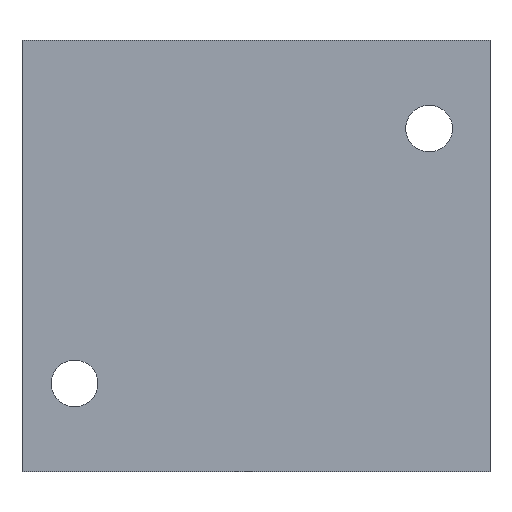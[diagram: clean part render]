
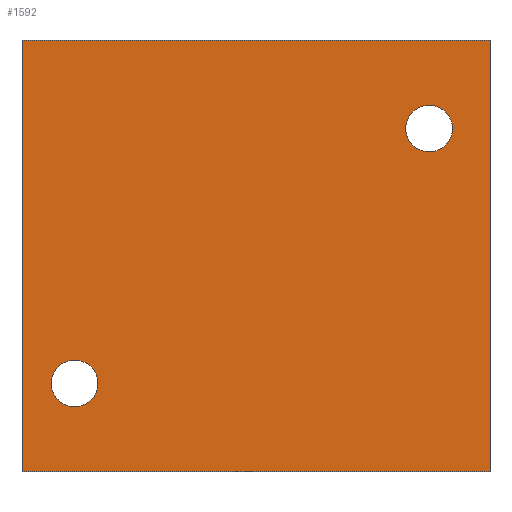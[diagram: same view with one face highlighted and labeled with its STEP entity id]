
A CAD part, front view. The second image highlights one B-rep face of the part: STEP entity #1592.
In plain terms, the highlighted planar face has unit normal (0, -1, 0).
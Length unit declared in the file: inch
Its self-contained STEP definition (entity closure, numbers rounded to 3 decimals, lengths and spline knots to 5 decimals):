
#28 = DIRECTION ( 'NONE',  ( 0., 1., 0. ) ) ;
#30 = VERTEX_POINT ( 'NONE', #1996 ) ;
#67 = LINE ( 'NONE', #2358, #547 ) ;
#196 = CIRCLE ( 'NONE', #488, 0.083 ) ;
#269 = VECTOR ( 'NONE', #2224, 39.37008 ) ;
#298 = AXIS2_PLACEMENT_3D ( 'NONE', #3415, #852, #1384 ) ;
#318 = CARTESIAN_POINT ( 'NONE',  ( 0.62992, -0.70866, 0.36976 ) ) ;
#488 = AXIS2_PLACEMENT_3D ( 'NONE', #2033, #2917, #3485 ) ;
#547 = VECTOR ( 'NONE', #895, 39.37008 ) ;
#591 = VERTEX_POINT ( 'NONE', #1568 ) ;
#757 = VERTEX_POINT ( 'NONE', #2538 ) ;
#782 = DIRECTION ( 'NONE',  ( 0., 1., 0. ) ) ;
#788 = PLANE ( 'NONE',  #1620 ) ;
#804 = FACE_OUTER_BOUND ( 'NONE', #888, .T. ) ;
#805 = CARTESIAN_POINT ( 'NONE',  ( -0.817, -0.70866, -0.7675 ) ) ;
#840 = ORIENTED_EDGE ( 'NONE', *, *, #3130, .F. ) ;
#852 = DIRECTION ( 'NONE',  ( 0., 1., 0. ) ) ;
#888 = EDGE_LOOP ( 'NONE', ( #840, #3164, #1690, #2250 ) ) ;
#895 = DIRECTION ( 'NONE',  ( 0., 0., 1. ) ) ;
#928 = EDGE_CURVE ( 'NONE', #3295, #30, #196, .T. ) ;
#972 = ORIENTED_EDGE ( 'NONE', *, *, #3290, .T. ) ;
#1052 = EDGE_LOOP ( 'NONE', ( #1176, #3443 ) ) ;
#1078 = CIRCLE ( 'NONE', #298, 0.083 ) ;
#1110 = EDGE_CURVE ( 'NONE', #2369, #757, #2551, .T. ) ;
#1111 = CARTESIAN_POINT ( 'NONE',  ( 0.8465, -0.70866, 0.7675 ) ) ;
#1118 = EDGE_CURVE ( 'NONE', #1284, #3148, #3067, .T. ) ;
#1176 = ORIENTED_EDGE ( 'NONE', *, *, #3471, .T. ) ;
#1284 = VERTEX_POINT ( 'NONE', #2653 ) ;
#1312 = CARTESIAN_POINT ( 'NONE',  ( 0.62992, -0.70866, 0.45276 ) ) ;
#1355 = CARTESIAN_POINT ( 'NONE',  ( 0., -0.70866, -0.7675 ) ) ;
#1361 = AXIS2_PLACEMENT_3D ( 'NONE', #1312, #3249, #1821 ) ;
#1366 = DIRECTION ( 'NONE',  ( 0., 0., 1. ) ) ;
#1375 = CARTESIAN_POINT ( 'NONE',  ( -0.62992, -0.70866, -0.45276 ) ) ;
#1384 = DIRECTION ( 'NONE',  ( 0., 0., 1. ) ) ;
#1568 = CARTESIAN_POINT ( 'NONE',  ( -0.62992, -0.70866, -0.36976 ) ) ;
#1592 = ADVANCED_FACE ( 'NONE', ( #3423, #2323, #804 ), #788, .F. ) ;
#1620 = AXIS2_PLACEMENT_3D ( 'NONE', #3467, #28, #3625 ) ;
#1690 = ORIENTED_EDGE ( 'NONE', *, *, #1894, .T. ) ;
#1711 = CARTESIAN_POINT ( 'NONE',  ( 0., -0.70866, 0.7675 ) ) ;
#1821 = DIRECTION ( 'NONE',  ( 0., 0., -1. ) ) ;
#1831 = CIRCLE ( 'NONE', #1361, 0.083 ) ;
#1894 = EDGE_CURVE ( 'NONE', #1284, #2369, #67, .T. ) ;
#1996 = CARTESIAN_POINT ( 'NONE',  ( 0.62992, -0.70866, 0.53576 ) ) ;
#2033 = CARTESIAN_POINT ( 'NONE',  ( 0.62992, -0.70866, 0.45276 ) ) ;
#2143 = VECTOR ( 'NONE', #1366, 39.37008 ) ;
#2186 = ORIENTED_EDGE ( 'NONE', *, *, #3567, .T. ) ;
#2224 = DIRECTION ( 'NONE',  ( -1., 0., 0. ) ) ;
#2250 = ORIENTED_EDGE ( 'NONE', *, *, #1110, .T. ) ;
#2323 = FACE_BOUND ( 'NONE', #3494, .T. ) ;
#2358 = CARTESIAN_POINT ( 'NONE',  ( 0.8465, -0.70866, -1.04507 ) ) ;
#2369 = VERTEX_POINT ( 'NONE', #1111 ) ;
#2538 = CARTESIAN_POINT ( 'NONE',  ( -0.817, -0.70866, 0.7675 ) ) ;
#2540 = AXIS2_PLACEMENT_3D ( 'NONE', #1375, #782, #3070 ) ;
#2551 = LINE ( 'NONE', #1711, #269 ) ;
#2575 = VECTOR ( 'NONE', #3104, 39.37008 ) ;
#2653 = CARTESIAN_POINT ( 'NONE',  ( 0.8465, -0.70866, -0.7675 ) ) ;
#2667 = CARTESIAN_POINT ( 'NONE',  ( -0.62992, -0.70866, -0.53576 ) ) ;
#2731 = CARTESIAN_POINT ( 'NONE',  ( -0.817, -0.70866, -0.7675 ) ) ;
#2917 = DIRECTION ( 'NONE',  ( 0., 1., 0. ) ) ;
#2954 = VERTEX_POINT ( 'NONE', #2667 ) ;
#3067 = LINE ( 'NONE', #1355, #2575 ) ;
#3070 = DIRECTION ( 'NONE',  ( 0., 0., 1. ) ) ;
#3104 = DIRECTION ( 'NONE',  ( -1., 0., 0. ) ) ;
#3130 = EDGE_CURVE ( 'NONE', #3148, #757, #3333, .T. ) ;
#3148 = VERTEX_POINT ( 'NONE', #805 ) ;
#3164 = ORIENTED_EDGE ( 'NONE', *, *, #1118, .F. ) ;
#3249 = DIRECTION ( 'NONE',  ( 0., 1., 0. ) ) ;
#3290 = EDGE_CURVE ( 'NONE', #591, #2954, #1078, .T. ) ;
#3295 = VERTEX_POINT ( 'NONE', #318 ) ;
#3333 = LINE ( 'NONE', #2731, #2143 ) ;
#3415 = CARTESIAN_POINT ( 'NONE',  ( -0.62992, -0.70866, -0.45276 ) ) ;
#3423 = FACE_BOUND ( 'NONE', #1052, .T. ) ;
#3443 = ORIENTED_EDGE ( 'NONE', *, *, #928, .T. ) ;
#3467 = CARTESIAN_POINT ( 'NONE',  ( 0., -0.70866, 0.7675 ) ) ;
#3471 = EDGE_CURVE ( 'NONE', #30, #3295, #1831, .T. ) ;
#3485 = DIRECTION ( 'NONE',  ( 0., 0., -1. ) ) ;
#3494 = EDGE_LOOP ( 'NONE', ( #972, #2186 ) ) ;
#3567 = EDGE_CURVE ( 'NONE', #2954, #591, #3679, .T. ) ;
#3625 = DIRECTION ( 'NONE',  ( 0., 0., 1. ) ) ;
#3679 = CIRCLE ( 'NONE', #2540, 0.083 ) ;
